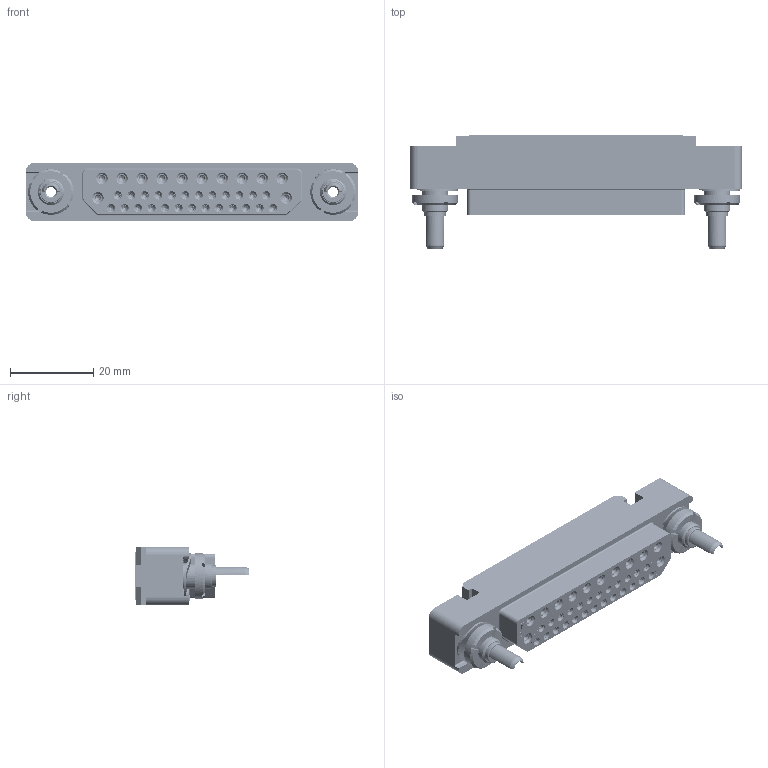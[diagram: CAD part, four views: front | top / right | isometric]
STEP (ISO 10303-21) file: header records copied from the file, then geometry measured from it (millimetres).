
FILE_DESCRIPTION((''),'2;1');
FILE_NAME('1900ND09S2B00E','2020-08-03T',('presta_be4'),(''),'CREO PARAMETRIC BY PTC INC, 2018360','CREO PARAMETRIC BY PTC INC, 2018360','');
FILE_SCHEMA(('CONFIG_CONTROL_DESIGN'));
Products named in the file (1): 1900ND09S2B00E
Bounding box: 80 x 27.55 x 14 mm (x, y, z)
Volume: 14342.1 mm3; surface area: 22839.3 mm2
Topology: 3 solids, 3 shells, 5883 faces, 15591 edges, 9667 vertices
Faces by surface type: plane 2560, cone 1411, cylinder 1038, torus 848, extrusion 26
Entity records: 202980 total; most frequent: CARTESIAN_POINT 58459, ORIENTED_EDGE 30878, DIRECTION 30063, EDGE_CURVE 15439, AXIS2_PLACEMENT_3D 11610, VERTEX_POINT 9667, VECTOR 6843, LINE 6817
